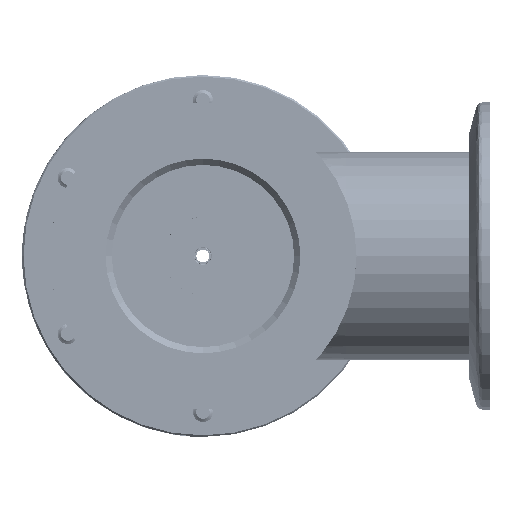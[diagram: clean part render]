
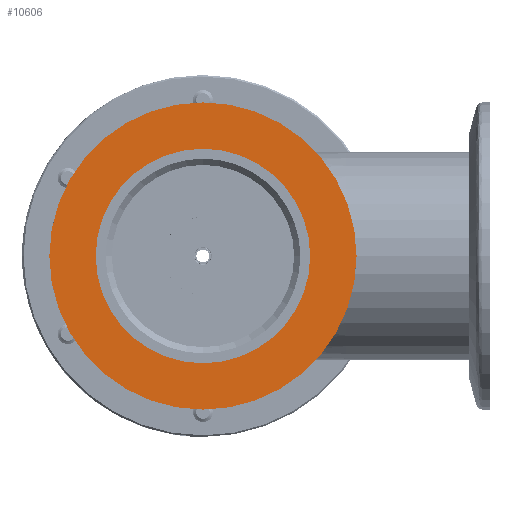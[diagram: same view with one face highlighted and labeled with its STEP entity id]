
A CAD part, front view. The second image highlights one B-rep face of the part: STEP entity #10606.
In plain terms, the highlighted planar face has unit normal (0, -1, 0).
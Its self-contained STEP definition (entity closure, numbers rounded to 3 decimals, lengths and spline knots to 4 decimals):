
#425 = DIRECTION ( 'NONE',  ( 0., 1., 0. ) ) ;
#1317 = EDGE_CURVE ( 'NONE', #11777, #57153, #22384, .T. ) ;
#4591 = AXIS2_PLACEMENT_3D ( 'NONE', #26539, #17047, #8805 ) ;
#4682 = CIRCLE ( 'NONE', #53320, 1.03 ) ;
#6784 = AXIS2_PLACEMENT_3D ( 'NONE', #45310, #12918, #49909 ) ;
#7327 = EDGE_LOOP ( 'NONE', ( #55463, #21690 ) ) ;
#8258 = ORIENTED_EDGE ( 'NONE', *, *, #8277, .T. ) ;
#8277 = EDGE_CURVE ( 'NONE', #18400, #22836, #25538, .T. ) ;
#8805 = DIRECTION ( 'NONE',  ( 0., 0., -1. ) ) ;
#10606 = ADVANCED_FACE ( 'NONE', ( #50082, #32019 ), #44881, .T. ) ;
#10942 = AXIS2_PLACEMENT_3D ( 'NONE', #14459, #32800, #19034 ) ;
#11777 = VERTEX_POINT ( 'NONE', #49200 ) ;
#12918 = DIRECTION ( 'NONE',  ( 0., 1., 0. ) ) ;
#13350 = DIRECTION ( 'NONE',  ( 1., 0., 0. ) ) ;
#13534 = EDGE_LOOP ( 'NONE', ( #8258, #53292 ) ) ;
#13546 = CIRCLE ( 'NONE', #16446, 1.475 ) ;
#14459 = CARTESIAN_POINT ( 'NONE',  ( 0., -5.131, 0. ) ) ;
#16446 = AXIS2_PLACEMENT_3D ( 'NONE', #59786, #55188, #13350 ) ;
#17047 = DIRECTION ( 'NONE',  ( 0., -1., 0. ) ) ;
#17807 = EDGE_CURVE ( 'NONE', #57153, #11777, #4682, .T. ) ;
#18400 = VERTEX_POINT ( 'NONE', #54289 ) ;
#19018 = DIRECTION ( 'NONE',  ( 0., 0., 1. ) ) ;
#19034 = DIRECTION ( 'NONE',  ( 1., 0., 0. ) ) ;
#21690 = ORIENTED_EDGE ( 'NONE', *, *, #17807, .T. ) ;
#22384 = CIRCLE ( 'NONE', #6784, 1.03 ) ;
#22672 = CARTESIAN_POINT ( 'NONE',  ( -1.475, -5.131, 0. ) ) ;
#22836 = VERTEX_POINT ( 'NONE', #22672 ) ;
#25538 = CIRCLE ( 'NONE', #10942, 1.475 ) ;
#26539 = CARTESIAN_POINT ( 'NONE',  ( 0.6625, -5.131, 0. ) ) ;
#32019 = FACE_OUTER_BOUND ( 'NONE', #13534, .T. ) ;
#32800 = DIRECTION ( 'NONE',  ( 0., -1., 0. ) ) ;
#44881 = PLANE ( 'NONE',  #4591 ) ;
#45310 = CARTESIAN_POINT ( 'NONE',  ( 0., -5.131, 0. ) ) ;
#45649 = CARTESIAN_POINT ( 'NONE',  ( 0., -5.131, 0. ) ) ;
#48317 = EDGE_CURVE ( 'NONE', #22836, #18400, #13546, .T. ) ;
#49200 = CARTESIAN_POINT ( 'NONE',  ( 0., -5.131, 1.03 ) ) ;
#49909 = DIRECTION ( 'NONE',  ( 0., 0., 1. ) ) ;
#50082 = FACE_BOUND ( 'NONE', #7327, .T. ) ;
#53011 = CARTESIAN_POINT ( 'NONE',  ( 0., -5.131, -1.03 ) ) ;
#53292 = ORIENTED_EDGE ( 'NONE', *, *, #48317, .T. ) ;
#53320 = AXIS2_PLACEMENT_3D ( 'NONE', #45649, #425, #19018 ) ;
#54289 = CARTESIAN_POINT ( 'NONE',  ( 1.475, -5.131, 0. ) ) ;
#55188 = DIRECTION ( 'NONE',  ( 0., -1., 0. ) ) ;
#55463 = ORIENTED_EDGE ( 'NONE', *, *, #1317, .T. ) ;
#57153 = VERTEX_POINT ( 'NONE', #53011 ) ;
#59786 = CARTESIAN_POINT ( 'NONE',  ( 0., -5.131, 0. ) ) ;
